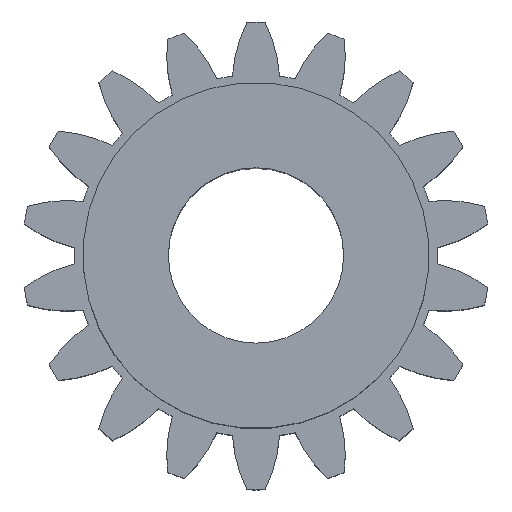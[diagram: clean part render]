
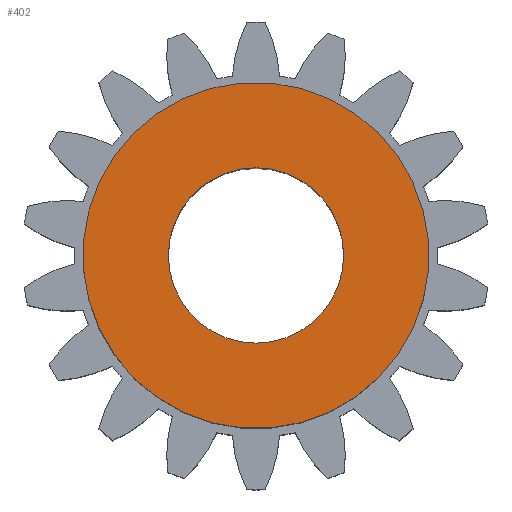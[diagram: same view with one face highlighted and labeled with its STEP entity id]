
A CAD part, top view. The second image highlights one B-rep face of the part: STEP entity #402.
In plain terms, the highlighted planar face has unit normal (0, 0, 1).
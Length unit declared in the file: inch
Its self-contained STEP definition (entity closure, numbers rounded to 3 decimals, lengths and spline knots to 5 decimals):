
#222=CARTESIAN_POINT('',(-0.30353,0.21159,0.44));
#223=VERTEX_POINT('',#222);
#239=CARTESIAN_POINT('',(0.30353,-0.21159,0.44));
#240=VERTEX_POINT('',#239);
#247=CARTESIAN_POINT('',(0.,0.,0.44));
#248=DIRECTION('',(0.0,0.0,-1.0));
#249=DIRECTION('',(-0.82,0.572,0.0));
#250=AXIS2_PLACEMENT_3D('',#247,#248,#249);
#251=CIRCLE('',#250,0.37);
#252=EDGE_CURVE('',#240,#223,#251,.T.);
#285=CARTESIAN_POINT('',(0.1875,0.,0.44));
#286=VERTEX_POINT('',#285);
#302=CARTESIAN_POINT('',(-0.1875,0.,0.44));
#303=VERTEX_POINT('',#302);
#310=CARTESIAN_POINT('',(0.,0.,0.44));
#311=DIRECTION('',(0.0,0.0,-1.0));
#312=DIRECTION('',(1.0,0.0,0.0));
#313=AXIS2_PLACEMENT_3D('',#310,#311,#312);
#314=CIRCLE('',#313,0.1875);
#315=EDGE_CURVE('',#286,#303,#314,.T.);
#347=CARTESIAN_POINT('',(0.,0.,0.44));
#348=DIRECTION('',(0.0,0.0,-1.0));
#349=DIRECTION('',(1.0,0.0,0.0));
#350=AXIS2_PLACEMENT_3D('',#347,#348,#349);
#351=CIRCLE('',#350,0.1875);
#352=EDGE_CURVE('',#303,#286,#351,.T.);
#371=CARTESIAN_POINT('',(0.,0.,0.44));
#372=DIRECTION('',(0.0,0.0,-1.0));
#373=DIRECTION('',(-0.82,0.572,0.0));
#374=AXIS2_PLACEMENT_3D('',#371,#372,#373);
#375=CIRCLE('',#374,0.37);
#376=EDGE_CURVE('',#223,#240,#375,.T.);
#389=CARTESIAN_POINT('',(0.02759,-0.01924,0.44));
#390=DIRECTION('',(0.0,0.0,1.0));
#391=DIRECTION('',(1.0,0.0,0.0));
#392=AXIS2_PLACEMENT_3D('',#389,#390,#391);
#393=PLANE('',#392);
#394=ORIENTED_EDGE('',*,*,#252,.F.);
#395=ORIENTED_EDGE('',*,*,#376,.F.);
#396=EDGE_LOOP('',(#394,#395));
#397=FACE_OUTER_BOUND('',#396,.T.);
#398=ORIENTED_EDGE('',*,*,#315,.T.);
#399=ORIENTED_EDGE('',*,*,#352,.T.);
#400=EDGE_LOOP('',(#398,#399));
#401=FACE_BOUND('',#400,.T.);
#402=ADVANCED_FACE('',(#397,#401),#393,.T.);
